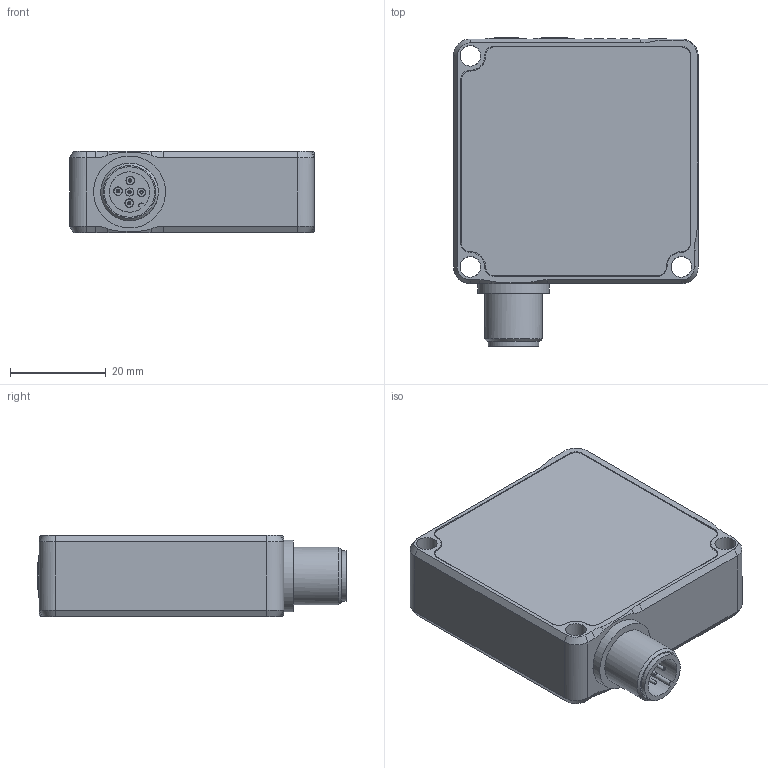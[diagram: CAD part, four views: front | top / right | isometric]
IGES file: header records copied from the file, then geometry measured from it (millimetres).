
Global section: file name: LAT 52; native system: Autodesk Inventor 2019; preprocessor: unknown; author: C. Kuhn; organization: di-soric GmbH & Co. KG; date: 20190614.083222; units: millimetre
Bounding box: 51.05 x 64.25 x 17 mm (x, y, z)
Volume: 42465.7 mm3; surface area: 18701.8 mm2
Topology: 11 solids, 11 shells, 520 faces, 1327 edges, 889 vertices
Faces by surface type: bspline 520
